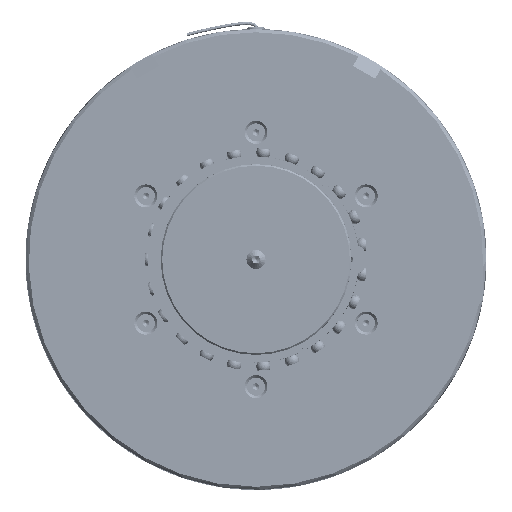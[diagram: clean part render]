
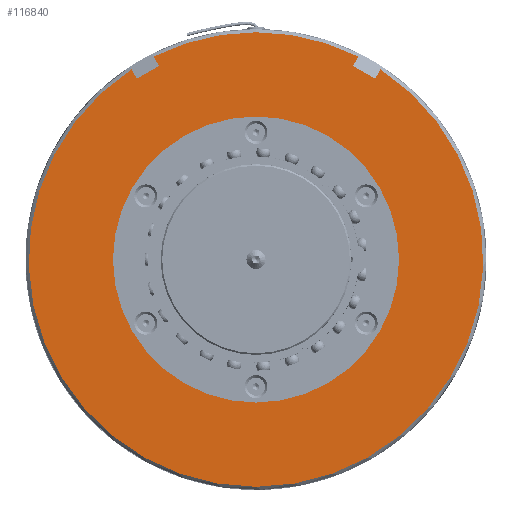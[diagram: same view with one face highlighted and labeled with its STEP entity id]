
A CAD part, left-side view. The second image highlights one B-rep face of the part: STEP entity #116840.
In plain terms, the highlighted planar face has unit normal (-1, 0, 0).
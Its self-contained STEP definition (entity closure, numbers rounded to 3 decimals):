
#7872=FACE_BOUND('',#19248,.T.);
#9934=PLANE('',#122709);
#13645=FACE_OUTER_BOUND('',#19247,.T.);
#19247=EDGE_LOOP('',(#76789,#76790,#76791,#76792,#76793,#76794,#76795,#76796));
#19248=EDGE_LOOP('',(#76797));
#25164=CIRCLE('',#122710,143.);
#25165=CIRCLE('',#122711,143.);
#25166=CIRCLE('',#122712,90.);
#30405=LINE('',#185970,#36504);
#30408=LINE('',#185981,#36507);
#30411=LINE('',#185991,#36510);
#30412=LINE('',#185996,#36511);
#30413=LINE('',#185998,#36512);
#30414=LINE('',#186000,#36513);
#36504=VECTOR('',#141766,6.776);
#36507=VECTOR('',#141771,6.776);
#36510=VECTOR('',#141778,16.);
#36511=VECTOR('',#141783,6.776);
#36512=VECTOR('',#141784,16.);
#36513=VECTOR('',#141785,6.776);
#42890=VERTEX_POINT('',#185968);
#42891=VERTEX_POINT('',#185969);
#42894=VERTEX_POINT('',#185979);
#42895=VERTEX_POINT('',#185980);
#42898=VERTEX_POINT('',#185993);
#42899=VERTEX_POINT('',#185995);
#42900=VERTEX_POINT('',#185997);
#42901=VERTEX_POINT('',#185999);
#42902=VERTEX_POINT('',#186002);
#56314=EDGE_CURVE('',#42890,#42891,#30405,.T.);
#56318=EDGE_CURVE('',#42894,#42895,#30408,.T.);
#56323=EDGE_CURVE('',#42895,#42890,#30411,.T.);
#56324=EDGE_CURVE('',#42898,#42891,#25164,.T.);
#56325=EDGE_CURVE('',#42898,#42899,#30412,.T.);
#56326=EDGE_CURVE('',#42899,#42900,#30413,.T.);
#56327=EDGE_CURVE('',#42900,#42901,#30414,.T.);
#56328=EDGE_CURVE('',#42894,#42901,#25165,.T.);
#56329=EDGE_CURVE('',#42902,#42902,#25166,.T.);
#76789=ORIENTED_EDGE('',*,*,#56318,.T.);
#76790=ORIENTED_EDGE('',*,*,#56323,.T.);
#76791=ORIENTED_EDGE('',*,*,#56314,.T.);
#76792=ORIENTED_EDGE('',*,*,#56324,.F.);
#76793=ORIENTED_EDGE('',*,*,#56325,.T.);
#76794=ORIENTED_EDGE('',*,*,#56326,.T.);
#76795=ORIENTED_EDGE('',*,*,#56327,.T.);
#76796=ORIENTED_EDGE('',*,*,#56328,.F.);
#76797=ORIENTED_EDGE('',*,*,#56329,.F.);
#116840=ADVANCED_FACE('',(#13645,#7872),#9934,.T.);
#122709=AXIS2_PLACEMENT_3D('',#185992,#141779,#141780);
#122710=AXIS2_PLACEMENT_3D('',#185994,#141781,#141782);
#122711=AXIS2_PLACEMENT_3D('',#186001,#141786,#141787);
#122712=AXIS2_PLACEMENT_3D('',#186003,#141788,#141789);
#141766=DIRECTION('',(0.,0.5,0.866));
#141771=DIRECTION('',(0.,-0.5,-0.866));
#141778=DIRECTION('',(0.,0.866,-0.5));
#141779=DIRECTION('center_axis',(-1.,0.,0.));
#141780=DIRECTION('ref_axis',(0.,0.,1.));
#141781=DIRECTION('center_axis',(1.,0.,0.));
#141782=DIRECTION('ref_axis',(0.,1.,0.));
#141783=DIRECTION('',(0.,0.5,-0.866));
#141784=DIRECTION('',(0.,0.866,0.5));
#141785=DIRECTION('',(0.,-0.5,0.866));
#141786=DIRECTION('center_axis',(1.,0.,0.));
#141787=DIRECTION('ref_axis',(0.,1.,0.));
#141788=DIRECTION('center_axis',(-1.,0.,0.));
#141789=DIRECTION('ref_axis',(0.,0.866,-0.5));
#185968=CARTESIAN_POINT('',(-13.474,74.928,113.779));
#185969=CARTESIAN_POINT('',(-13.474,78.316,119.648));
#185970=CARTESIAN_POINT('',(-13.474,74.928,113.779));
#185979=CARTESIAN_POINT('',(-13.474,64.46,127.648));
#185980=CARTESIAN_POINT('',(-13.474,61.072,121.779));
#185981=CARTESIAN_POINT('',(-13.474,64.46,127.648));
#185991=CARTESIAN_POINT('',(-13.474,61.072,121.779));
#185992=CARTESIAN_POINT('Origin',(-13.474,116.5,0.));
#185993=CARTESIAN_POINT('',(-13.474,-78.316,119.648));
#185994=CARTESIAN_POINT('Origin',(-13.474,0.,0.));
#185995=CARTESIAN_POINT('',(-13.474,-74.928,113.779));
#185996=CARTESIAN_POINT('',(-13.474,-78.316,119.648));
#185997=CARTESIAN_POINT('',(-13.474,-61.072,121.779));
#185998=CARTESIAN_POINT('',(-13.474,-74.928,113.779));
#185999=CARTESIAN_POINT('',(-13.474,-64.46,127.648));
#186000=CARTESIAN_POINT('',(-13.474,-61.072,121.779));
#186001=CARTESIAN_POINT('Origin',(-13.474,0.,0.));
#186002=CARTESIAN_POINT('',(-13.474,-77.942,45.));
#186003=CARTESIAN_POINT('Origin',(-13.474,0.,0.));
